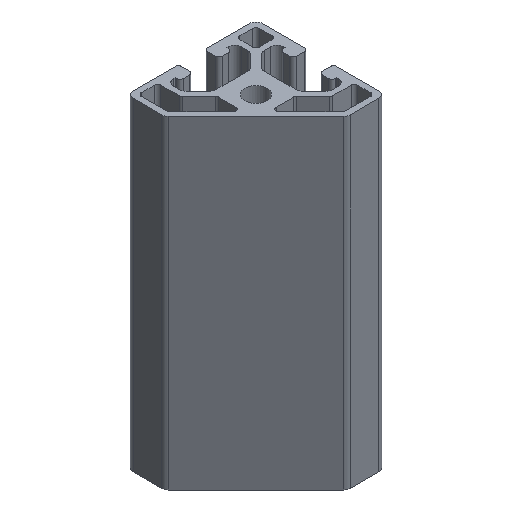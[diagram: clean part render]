
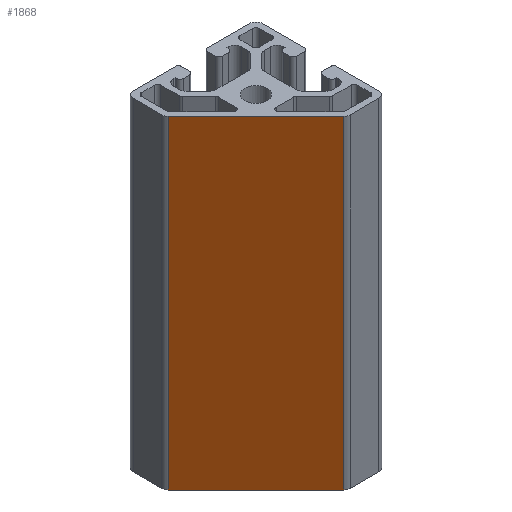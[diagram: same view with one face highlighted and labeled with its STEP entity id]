
A CAD part, isometric view. The second image highlights one B-rep face of the part: STEP entity #1868.
In plain terms, the highlighted planar face has unit normal (-0.707, -0.707, 0).
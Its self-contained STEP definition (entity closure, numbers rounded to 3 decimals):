
#36=PLANE('',#1995);
#101=FACE_OUTER_BOUND('',#199,.T.);
#199=EDGE_LOOP('',(#1330,#1331,#1332,#1333));
#327=LINE('',#2860,#519);
#328=LINE('',#2863,#520);
#329=LINE('',#2865,#521);
#330=LINE('',#2866,#522);
#519=VECTOR('',#2289,100.);
#520=VECTOR('',#2292,38.343);
#521=VECTOR('',#2293,38.343);
#522=VECTOR('',#2294,100.);
#805=VERTEX_POINT('',#2854);
#807=VERTEX_POINT('',#2858);
#808=VERTEX_POINT('',#2862);
#809=VERTEX_POINT('',#2864);
#1021=EDGE_CURVE('',#807,#805,#327,.T.);
#1022=EDGE_CURVE('',#805,#808,#328,.T.);
#1023=EDGE_CURVE('',#809,#807,#329,.T.);
#1024=EDGE_CURVE('',#809,#808,#330,.T.);
#1330=ORIENTED_EDGE('',*,*,#1022,.F.);
#1331=ORIENTED_EDGE('',*,*,#1021,.F.);
#1332=ORIENTED_EDGE('',*,*,#1023,.F.);
#1333=ORIENTED_EDGE('',*,*,#1024,.T.);
#1868=ADVANCED_FACE('',(#101),#36,.F.);
#1995=AXIS2_PLACEMENT_3D('',#2861,#2290,#2291);
#2289=DIRECTION('',(0.,0.,1.));
#2290=DIRECTION('center_axis',(0.707,0.707,0.));
#2291=DIRECTION('ref_axis',(-0.707,0.707,0.));
#2292=DIRECTION('',(0.707,-0.707,0.));
#2293=DIRECTION('',(-0.707,0.707,0.));
#2294=DIRECTION('',(0.,0.,1.));
#2854=CARTESIAN_POINT('',(-19.414,7.698,100.));
#2858=CARTESIAN_POINT('',(-19.414,7.698,0.));
#2860=CARTESIAN_POINT('',(-19.414,7.698,0.));
#2861=CARTESIAN_POINT('Origin',(7.698,-19.414,0.));
#2862=CARTESIAN_POINT('',(7.698,-19.414,100.));
#2863=CARTESIAN_POINT('',(0.92,-12.636,100.));
#2864=CARTESIAN_POINT('',(7.698,-19.414,0.));
#2865=CARTESIAN_POINT('',(0.92,-12.636,0.));
#2866=CARTESIAN_POINT('',(7.698,-19.414,0.));
